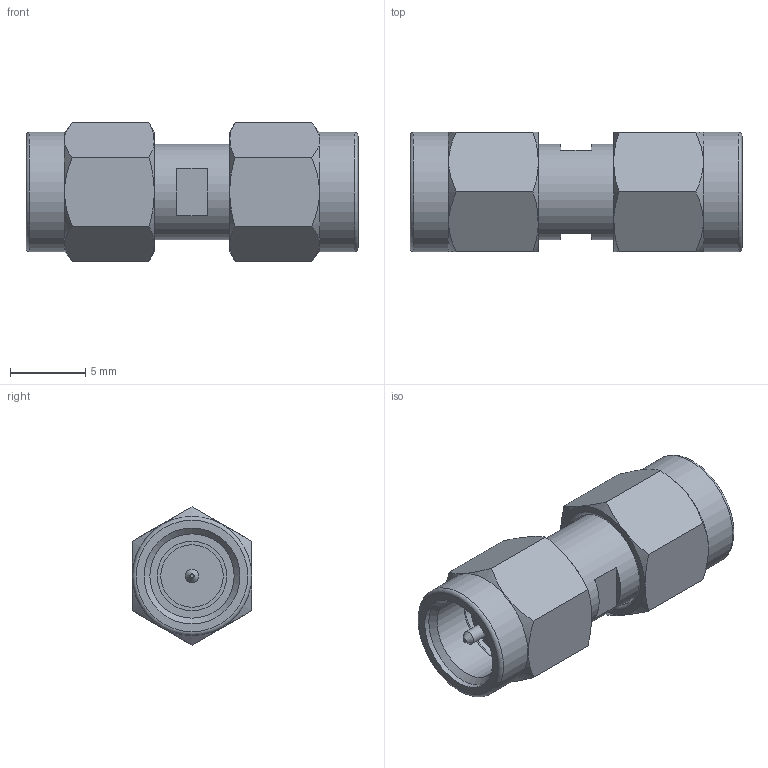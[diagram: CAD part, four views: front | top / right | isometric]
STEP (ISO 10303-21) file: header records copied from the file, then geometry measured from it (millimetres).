
FILE_DESCRIPTION( ( 'STEP AP214' ), '1' );
FILE_NAME( 'SMA_connector_male_to_male.stp', ' ', ( ' ' ), ( ' ' ), 'PSStep 15.0.47', 'PARTsolutions', ' ' );
FILE_SCHEMA( ( 'AUTOMOTIVE_DESIGN { 1 0 10303 214 1 1 1 1 }' ) );
Length unit declared in the file: inch
Products named in the file (3): SMA connector male to male; _Sma male to male 2; _Sma male to male 1
Assembly tree (3 placements, depth 2):
  SMA connector male to male
    _Sma male to male 2
    _Sma male to male 1  x2
Bounding box: 22 x 7.94 x 9.17 mm (x, y, z)
Volume: 799.5 mm3; surface area: 1381.9 mm2
Topology: 3 solids, 3 shells, 79 faces, 149 edges, 94 vertices
Faces by surface type: plane 40, cylinder 25, cone 10, torus 4
Full cylindrical faces by diameter (mm): 0.914 x2, 4.135 x2, 4.592 x2, 5.334 x2, 5.588 x2, 6.35 x7, 6.604 x2, 7.64 x4, 7.899 x2
Entity records: 1848 total; most frequent: CARTESIAN_POINT 309, DIRECTION 230, ORIENTED_EDGE 146, AXIS2_PLACEMENT_3D 108, EDGE_LOOP 102, FACE_OUTER_BOUND 78, EDGE_CURVE 73, VERTEX_POINT 63
